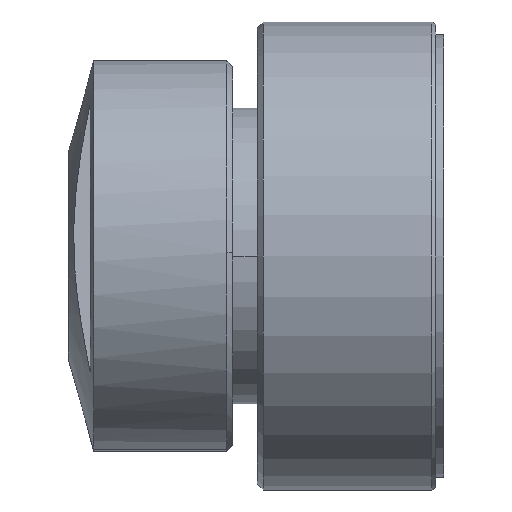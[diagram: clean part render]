
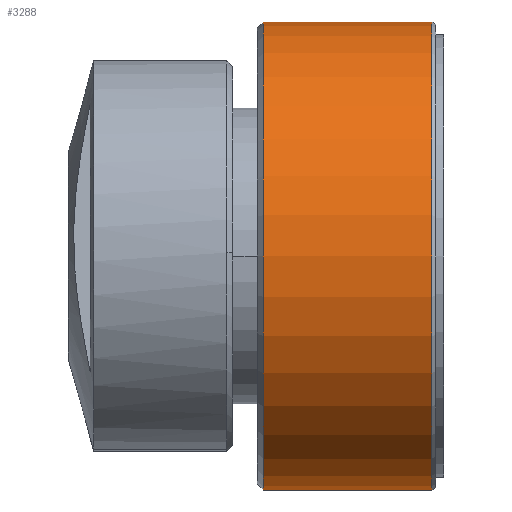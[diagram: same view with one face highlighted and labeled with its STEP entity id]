
A CAD part, left-side view. The second image highlights one B-rep face of the part: STEP entity #3288.
In plain terms, the highlighted cylindrical face has radius 60.325 mm (diameter 120.65 mm), a partial arc.
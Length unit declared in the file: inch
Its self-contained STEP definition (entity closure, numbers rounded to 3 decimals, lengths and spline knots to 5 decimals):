
#106 = AXIS2_PLACEMENT_3D ( 'NONE', #561, #3662, #3021 ) ;
#115 = ORIENTED_EDGE ( 'NONE', *, *, #1561, .F. ) ;
#228 = AXIS2_PLACEMENT_3D ( 'NONE', #1508, #3079, #2166 ) ;
#291 = ORIENTED_EDGE ( 'NONE', *, *, #3623, .T. ) ;
#314 = VERTEX_POINT ( 'NONE', #414 ) ;
#340 = CARTESIAN_POINT ( 'NONE',  ( 0., 1.833, -2.375 ) ) ;
#414 = CARTESIAN_POINT ( 'NONE',  ( 0., 1.833, 2.375 ) ) ;
#561 = CARTESIAN_POINT ( 'NONE',  ( 0., 2.57855, 0. ) ) ;
#796 = VECTOR ( 'NONE', #1284, 39.37008 ) ;
#1028 = EDGE_CURVE ( 'NONE', #314, #2562, #3788, .T. ) ;
#1047 = CARTESIAN_POINT ( 'NONE',  ( 0., 2.57855, 2.375 ) ) ;
#1151 = CIRCLE ( 'NONE', #1854, 2.375 ) ;
#1157 = CYLINDRICAL_SURFACE ( 'NONE', #106, 2.375 ) ;
#1206 = CARTESIAN_POINT ( 'NONE',  ( 0., 2.57855, -2.375 ) ) ;
#1233 = CARTESIAN_POINT ( 'NONE',  ( 0., 0.123, -2.375 ) ) ;
#1284 = DIRECTION ( 'NONE',  ( 0., 1., 0. ) ) ;
#1508 = CARTESIAN_POINT ( 'NONE',  ( 0., 1.833, 0. ) ) ;
#1561 = EDGE_CURVE ( 'NONE', #2304, #2562, #2061, .T. ) ;
#1854 = AXIS2_PLACEMENT_3D ( 'NONE', #2075, #3767, #3166 ) ;
#2034 = VERTEX_POINT ( 'NONE', #2734 ) ;
#2061 = LINE ( 'NONE', #1206, #3284 ) ;
#2075 = CARTESIAN_POINT ( 'NONE',  ( 0., 0.123, 0. ) ) ;
#2166 = DIRECTION ( 'NONE',  ( 0., 0., 1. ) ) ;
#2304 = VERTEX_POINT ( 'NONE', #1233 ) ;
#2562 = VERTEX_POINT ( 'NONE', #340 ) ;
#2606 = ORIENTED_EDGE ( 'NONE', *, *, #2674, .T. ) ;
#2674 = EDGE_CURVE ( 'NONE', #2034, #314, #3207, .T. ) ;
#2711 = FACE_OUTER_BOUND ( 'NONE', #3572, .T. ) ;
#2734 = CARTESIAN_POINT ( 'NONE',  ( 0., 0.123, 2.375 ) ) ;
#3021 = DIRECTION ( 'NONE',  ( 0., 0., 1. ) ) ;
#3079 = DIRECTION ( 'NONE',  ( 0., -1., 0. ) ) ;
#3166 = DIRECTION ( 'NONE',  ( 0., 0., -1. ) ) ;
#3207 = LINE ( 'NONE', #1047, #796 ) ;
#3284 = VECTOR ( 'NONE', #3897, 39.37008 ) ;
#3288 = ADVANCED_FACE ( 'NONE', ( #2711 ), #1157, .T. ) ;
#3572 = EDGE_LOOP ( 'NONE', ( #115, #291, #2606, #3817 ) ) ;
#3623 = EDGE_CURVE ( 'NONE', #2304, #2034, #1151, .T. ) ;
#3662 = DIRECTION ( 'NONE',  ( 0., 1., 0. ) ) ;
#3767 = DIRECTION ( 'NONE',  ( 0., 1., 0. ) ) ;
#3788 = CIRCLE ( 'NONE', #228, 2.375 ) ;
#3817 = ORIENTED_EDGE ( 'NONE', *, *, #1028, .T. ) ;
#3897 = DIRECTION ( 'NONE',  ( 0., 1., 0. ) ) ;
